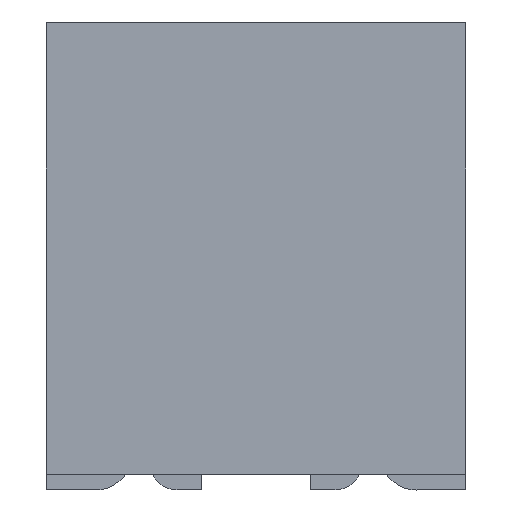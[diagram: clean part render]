
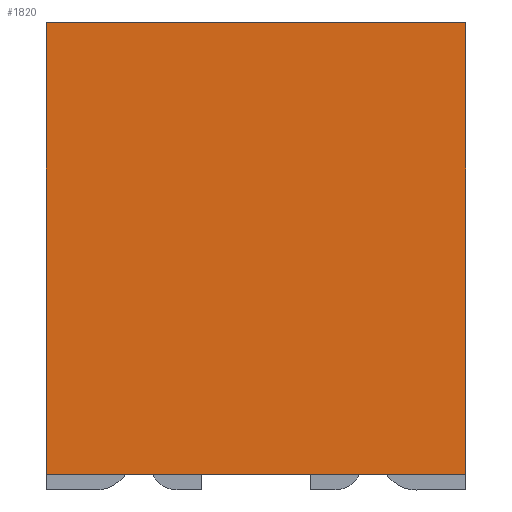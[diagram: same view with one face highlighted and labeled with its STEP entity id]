
A CAD part, front view. The second image highlights one B-rep face of the part: STEP entity #1820.
In plain terms, the highlighted face is planar.
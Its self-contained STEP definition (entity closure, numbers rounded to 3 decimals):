
#209=ORIENTED_EDGE('',*,*,#708,.T.);
#210=ORIENTED_EDGE('',*,*,#714,.T.);
#211=ORIENTED_EDGE('',*,*,#722,.T.);
#212=ORIENTED_EDGE('',*,*,#726,.T.);
#708=EDGE_CURVE('',#977,#976,#1156,.T.);
#714=EDGE_CURVE('',#976,#982,#1162,.T.);
#722=EDGE_CURVE('',#982,#988,#1170,.T.);
#726=EDGE_CURVE('',#988,#977,#1174,.T.);
#976=VERTEX_POINT('',#2872);
#977=VERTEX_POINT('',#2874);
#982=VERTEX_POINT('',#2885);
#988=VERTEX_POINT('',#2900);
#1156=LINE('',#2873,#1328);
#1162=LINE('',#2886,#1334);
#1170=LINE('',#2901,#1342);
#1174=LINE('',#2909,#1346);
#1328=VECTOR('',#2431,1000.);
#1334=VECTOR('',#2439,1000.);
#1342=VECTOR('',#2449,1000.);
#1346=VECTOR('',#2455,1000.);
#1504=EDGE_LOOP('',(#209,#210,#211,#212));
#1622=FACE_BOUND('',#1504,.T.);
#1740=PLANE('',#2298);
#1820=ADVANCED_FACE('',(#1622),#1740,.T.);
#2298=AXIS2_PLACEMENT_3D('',#2927,#2471,#2472);
#2431=DIRECTION('',(0.,0.,-1.));
#2439=DIRECTION('',(-1.,0.,0.));
#2449=DIRECTION('',(0.,0.,1.));
#2455=DIRECTION('',(1.,0.,0.));
#2471=DIRECTION('',(0.,1.,0.));
#2472=DIRECTION('',(0.,0.,1.));
#2872=CARTESIAN_POINT('',(4.65,1.5,-5.));
#2873=CARTESIAN_POINT('',(4.65,1.5,5.));
#2874=CARTESIAN_POINT('',(4.65,1.5,5.));
#2885=CARTESIAN_POINT('',(-4.65,1.5,-5.));
#2886=CARTESIAN_POINT('',(4.65,1.5,-5.));
#2900=CARTESIAN_POINT('',(-4.65,1.5,5.));
#2901=CARTESIAN_POINT('',(-4.65,1.5,-5.));
#2909=CARTESIAN_POINT('',(-4.65,1.5,5.));
#2927=CARTESIAN_POINT('',(0.,1.5,0.));
